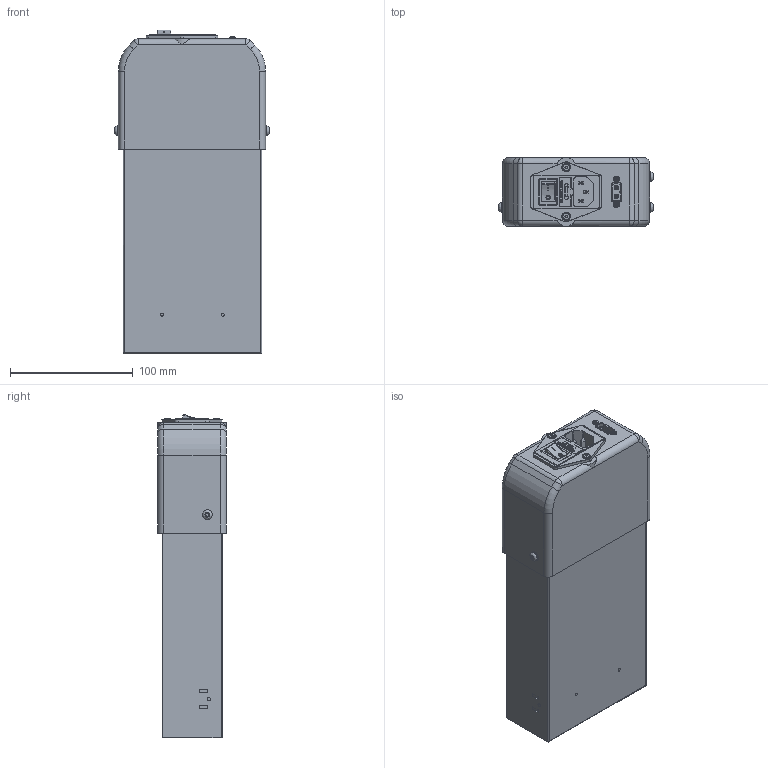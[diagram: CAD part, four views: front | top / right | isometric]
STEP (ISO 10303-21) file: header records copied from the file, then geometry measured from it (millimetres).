
FILE_DESCRIPTION(/* description */ (''),/* implementation_level */ '2;1');
FILE_NAME(/* name */ 'PSU_assy.stp',/* time_stamp */ '2025-06-25T21:32:13+07:00',/* author */ ('esmak'),/* organization */ (''),/* preprocessor_version */ 'ST-DEVELOPER v20',/* originating_system */ 'Autodesk Inventor 2025',/* authorisation */ '');
FILE_SCHEMA (('AUTOMOTIVE_DESIGN { 1 0 10303 214 3 1 1 }'));
Length unit declared in the file: millimetre
Products named in the file (11): PSU; AS 1427 - M2.5 x 8; AS 1237 - 4; ANSI B18.3.4M - M4 x 0.7 x 4, BHSBHCSM; ANSI B18.2.4.2M - M4x0.7; ASME/ANSI B18.3.5M - M3x10(2); AS 1112 - M2.5  Type 5; PSU cover; XT60E-M; C14; PSU_1
Assembly tree (20 placements, depth 2):
  PSU
    AS 1427 - M2.5 x 8  x2
    AS 1237 - 4  x5
    ANSI B18.2.4.2M - M4x0.7  x2
    ANSI B18.3.4M - M4 x 0.7 x 4, BHSBHCSM  x3
    ASME/ANSI B18.3.5M - M3x10(2)  x2
    AS 1112 - M2.5  Type 5  x2
    PSU cover
    XT60E-M
    C14
    PSU_1
Bounding box: 126 x 56 x 263.95 mm (x, y, z)
Volume: 1222240.9 mm3; surface area: 171169.7 mm2
Topology: 22 solids, 22 shells, 1316 faces, 3299 edges, 2144 vertices
Faces by surface type: plane 781, cylinder 277, bspline 105, cone 102, torus 37, sphere 14
Full cylindrical faces by diameter (mm): 2.013 x2, 2.224 x2, 2.5 x6, 2.7 x6, 2.75 x2, 2.8 x2, 3 x4, 3.242 x2, 3.8 x2, 4 x3, 4.2 x2, 4.3 x5, 4.5 x2, 5.35 x2, 5.5 x3, 6 x11, 7.6 x3, 8 x5
Entity records: 44574 total; most frequent: CARTESIAN_POINT 16093, ORIENTED_EDGE 5836, DIRECTION 5426, EDGE_CURVE 2918, LINE 1968, VECTOR 1968, VERTEX_POINT 1905, AXIS2_PLACEMENT_3D 1729
